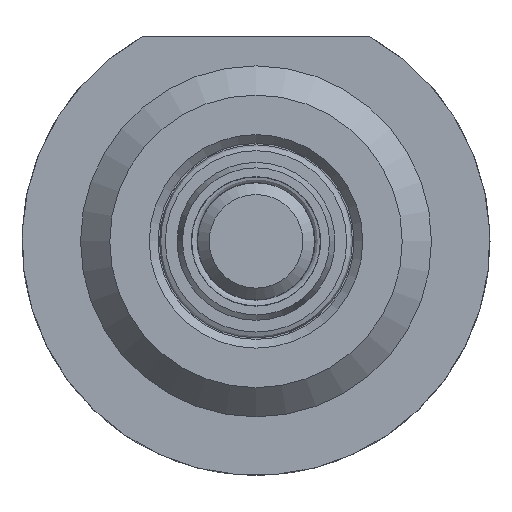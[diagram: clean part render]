
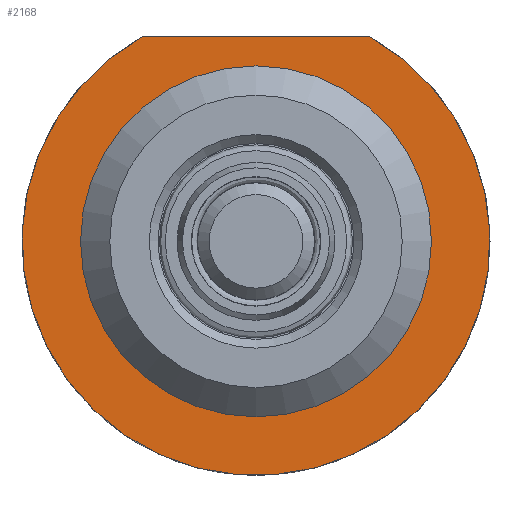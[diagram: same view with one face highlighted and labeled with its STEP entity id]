
A CAD part, front view. The second image highlights one B-rep face of the part: STEP entity #2168.
In plain terms, the highlighted planar face has unit normal (0, -1, 0).
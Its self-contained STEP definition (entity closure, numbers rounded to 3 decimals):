
#1872=CARTESIAN_POINT('',(-3.873,-46.,7.));
#1873=VERTEX_POINT('',#1872);
#1874=CARTESIAN_POINT('',(3.873,-46.,7.));
#1875=VERTEX_POINT('',#1874);
#1876=CARTESIAN_POINT('',(-3.873,-46.,7.));
#1877=DIRECTION('',(1.0,0.0,0.0));
#1878=VECTOR('',#1877,7.746);
#1879=LINE('',#1876,#1878);
#1880=EDGE_CURVE('',#1873,#1875,#1879,.T.);
#2104=CARTESIAN_POINT('',(0.,-46.,6.));
#2105=VERTEX_POINT('',#2104);
#2106=CARTESIAN_POINT('',(0.,-46.,0.));
#2107=DIRECTION('',(0.0,1.0,0.0));
#2108=DIRECTION('',(0.0,0.0,1.0));
#2109=AXIS2_PLACEMENT_3D('',#2106,#2107,#2108);
#2110=CIRCLE('',#2109,6.);
#2111=EDGE_CURVE('',#2105,#2105,#2110,.T.);
#2143=CARTESIAN_POINT('',(0.,-46.,0.));
#2144=DIRECTION('',(0.0,1.0,0.0));
#2145=DIRECTION('',(-0.484,0.0,0.875));
#2146=AXIS2_PLACEMENT_3D('',#2143,#2144,#2145);
#2147=CIRCLE('',#2146,8.);
#2148=EDGE_CURVE('',#1875,#1873,#2147,.T.);
#2156=CARTESIAN_POINT('',(0.,-46.,0.522));
#2157=DIRECTION('',(0.0,-1.0,0.0));
#2158=DIRECTION('',(0.0,0.0,-1.0));
#2159=AXIS2_PLACEMENT_3D('',#2156,#2157,#2158);
#2160=PLANE('',#2159);
#2161=ORIENTED_EDGE('',*,*,#1880,.F.);
#2162=ORIENTED_EDGE('',*,*,#2148,.F.);
#2163=EDGE_LOOP('',(#2161,#2162));
#2164=FACE_OUTER_BOUND('',#2163,.T.);
#2165=ORIENTED_EDGE('',*,*,#2111,.T.);
#2166=EDGE_LOOP('',(#2165));
#2167=FACE_BOUND('',#2166,.T.);
#2168=ADVANCED_FACE('',(#2164,#2167),#2160,.T.);
